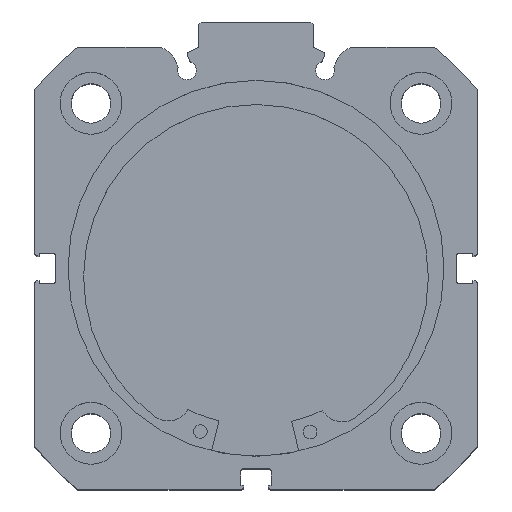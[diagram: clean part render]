
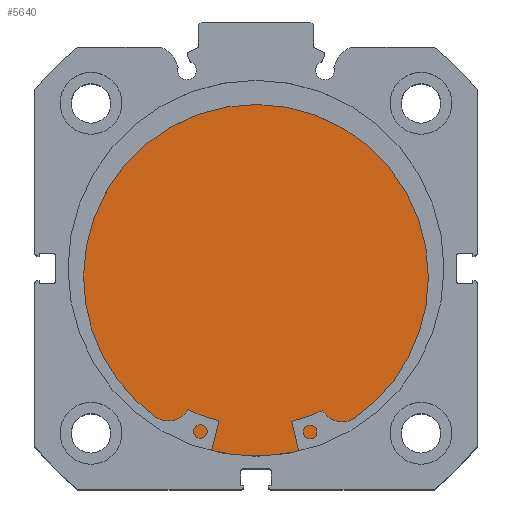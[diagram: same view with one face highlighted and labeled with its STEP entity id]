
A CAD part, top view. The second image highlights one B-rep face of the part: STEP entity #5640.
In plain terms, the highlighted face is planar.
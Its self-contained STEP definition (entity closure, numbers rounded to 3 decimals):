
#419 = ORIENTED_EDGE ( 'NONE', *, *, #6773, .F. ) ;
#420 = ORIENTED_EDGE ( 'NONE', *, *, #6749, .F. ) ;
#594 = EDGE_LOOP ( 'NONE', ( #420, #419 ) ) ;
#755 = FACE_OUTER_BOUND ( 'NONE', #594, .T. ) ;
#1704 = CARTESIAN_POINT ( 'NONE',  ( 12., 0., 0. ) ) ;
#1707 = DIRECTION ( 'NONE',  ( -1., 0., 0. ) ) ;
#1709 = DIRECTION ( 'NONE',  ( 0., 0., 1. ) ) ;
#1828 = CARTESIAN_POINT ( 'NONE',  ( 12., 0., 0. ) ) ;
#1831 = DIRECTION ( 'NONE',  ( -1., 0., 0. ) ) ;
#1833 = DIRECTION ( 'NONE',  ( 0., 0., 1. ) ) ;
#2654 = CIRCLE ( 'NONE', #5415, 41. ) ;
#2688 = CIRCLE ( 'NONE', #5399, 41. ) ;
#3651 = AXIS2_PLACEMENT_3D ( 'NONE', #5600, #5543, #5558 ) ;
#4586 = CARTESIAN_POINT ( 'NONE',  ( 12., 0., 41. ) ) ;
#4605 = CARTESIAN_POINT ( 'NONE',  ( 12., 0., -41. ) ) ;
#4872 = VERTEX_POINT ( 'NONE', #4605 ) ;
#4888 = VERTEX_POINT ( 'NONE', #4586 ) ;
#5399 = AXIS2_PLACEMENT_3D ( 'NONE', #1828, #1831, #1833 ) ;
#5415 = AXIS2_PLACEMENT_3D ( 'NONE', #1704, #1707, #1709 ) ;
#5543 = DIRECTION ( 'NONE',  ( -1., 0., 0. ) ) ;
#5544 = PLANE ( 'NONE',  #3651 ) ;
#5558 = DIRECTION ( 'NONE',  ( 0., 0., 1. ) ) ;
#5600 = CARTESIAN_POINT ( 'NONE',  ( 12., 41., 0. ) ) ;
#5640 = ADVANCED_FACE ( 'NONE', ( #755 ), #5544, .F. ) ;
#6749 = EDGE_CURVE ( 'NONE', #4888, #4872, #2654, .T. ) ;
#6773 = EDGE_CURVE ( 'NONE', #4872, #4888, #2688, .T. ) ;
